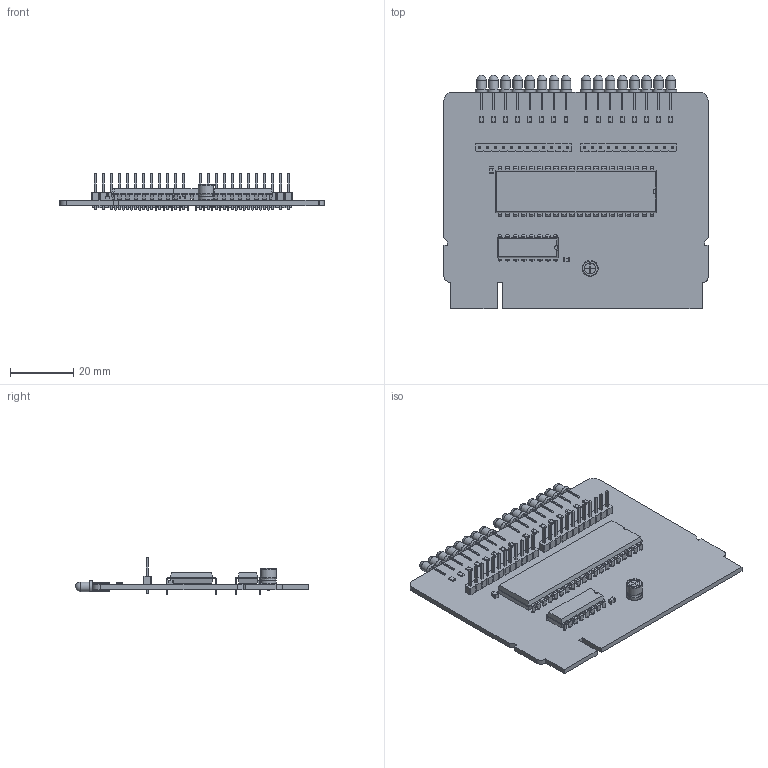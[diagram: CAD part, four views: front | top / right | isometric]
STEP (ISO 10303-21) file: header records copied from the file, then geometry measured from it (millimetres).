
FILE_DESCRIPTION(('KiCad electronic assembly'),'2;1');
FILE_NAME('PIA_LED.step','2024-07-24T23:46:31',('Pcbnew'),('Kicad'), 'Open CASCADE STEP processor 7.6','KiCad to STEP converter','Unknown' );
FILE_SCHEMA(('AUTOMOTIVE_DESIGN { 1 0 10303 214 1 1 1 1 }'));
Length unit declared in the file: millimetre
Products named in the file (16): PIA_LED 1; R_0805_2012Metric; C_0805_2012Metric; PinHeader_1x12_P2.54mm_Vertical; PinHeader_1x12_P254mm_Vertical; DIP-40_W15.24mm; DIP-16_W7.62mm; CP_Radial_D5.0mm_P2.50mm; CP_Radial_D50mm_P250mm; LED_D3.0mm; PIA_LED_PCB
Assembly tree (47 placements, depth 3):
  PIA_LED 1
    R_0805_2012Metric  x16
      R_0805_2012Metric
    C_0805_2012Metric  x2
      C_0805_2012Metric
    PinHeader_1x12_P2.54mm_Vertical  x2
      PinHeader_1x12_P254mm_Vertical
    DIP-40_W15.24mm
      DIP-40_W15.24mm
    DIP-16_W7.62mm
      DIP-16_W7.62mm
    CP_Radial_D5.0mm_P2.50mm
      CP_Radial_D50mm_P250mm
    LED_D3.0mm  x16
      LED_D3.0mm
    PIA_LED_PCB
Bounding box: 83.31 x 73.57 x 11.84 mm (x, y, z)
Volume: 12802.2 mm3; surface area: 17734.6 mm2
Topology: 40 solids, 41 shells, 2445 faces, 6334 edges, 4041 vertices
Faces by surface type: plane 1937, cylinder 399, bspline 86, sphere 16, revolution 5, torus 2
Full cylindrical faces by diameter (mm): 0.5 x2, 0.8 x58, 1 x24, 3 x16
Entity records: 57309 total; most frequent: CARTESIAN_POINT 9634, ORIENTED_EDGE 7972, DIRECTION 7338, EDGE_CURVE 3986, LINE 3425, VECTOR 3425, VERTEX_POINT 2538, AXIS2_PLACEMENT_3D 1954
